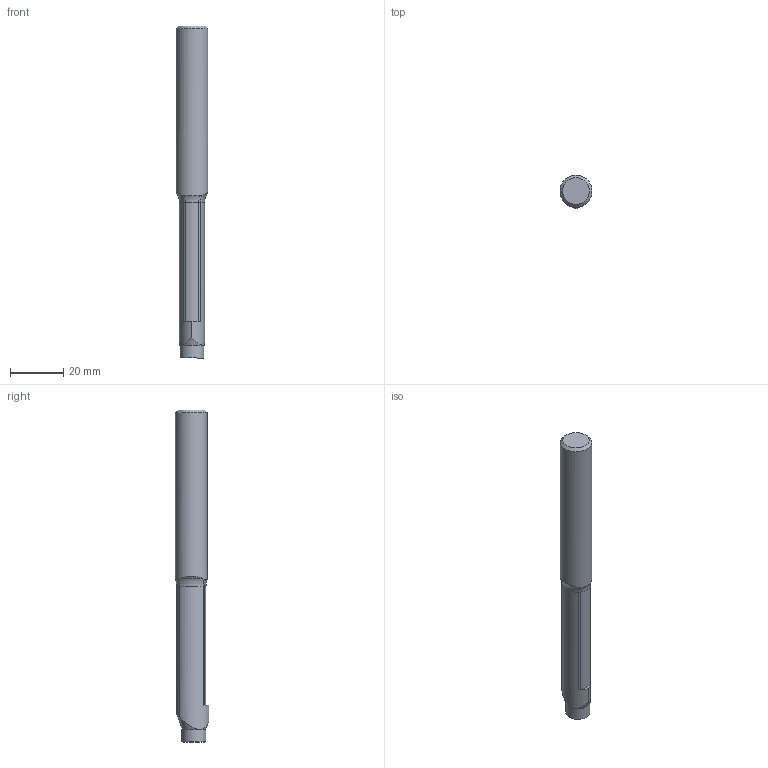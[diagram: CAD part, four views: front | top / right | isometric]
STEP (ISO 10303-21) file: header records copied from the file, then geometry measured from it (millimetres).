
FILE_DESCRIPTION(/* description */ (''),/* implementation_level */ '2;1');
FILE_NAME(/* name */ '1589869992254.stp',/* time_stamp */ '2020-05-19T12:03:24+06:00',/* author */ (''),/* organization */ ('SMS'),/* preprocessor_version */ 'ST-DEVELOPER v16.7',/* originating_system */ 'SIEMENS PLM Software NX 12.0',/* authorisation */ '');
FILE_SCHEMA (('AUTOMOTIVE_DESIGN { 1 0 10303 214 3 1 1 1 }'));
Length unit declared in the file: millimetre
Products named in the file (1): 202733647mod000_00
Bounding box: 12 x 12.51 x 124.7 mm (x, y, z)
Volume: 12201.4 mm3; surface area: 4540.4 mm2
Topology: 1 solids, 1 shells, 27 faces, 69 edges, 47 vertices
Faces by surface type: cylinder 10, torus 9, cone 5, plane 3
Full cylindrical faces by diameter (mm): 9 x1, 12 x1
Entity records: 920 total; most frequent: CARTESIAN_POINT 248, DIRECTION 133, ORIENTED_EDGE 126, EDGE_CURVE 63, AXIS2_PLACEMENT_3D 62, VERTEX_POINT 42, EDGE_LOOP 31, CIRCLE 31
